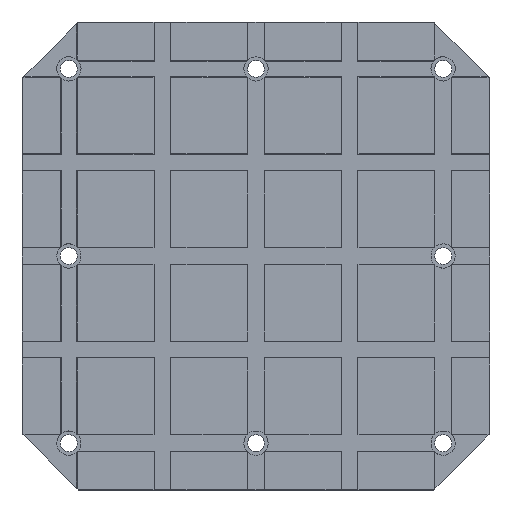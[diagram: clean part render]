
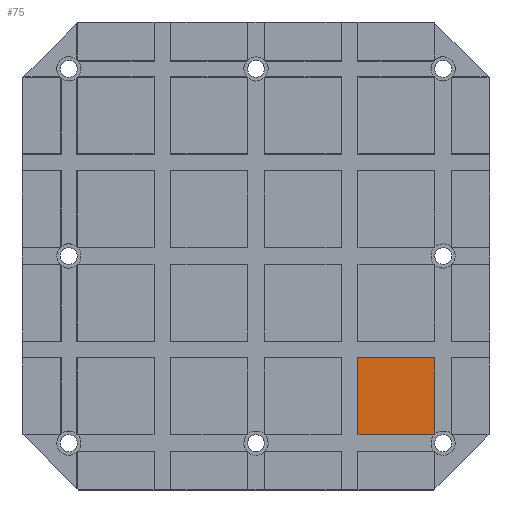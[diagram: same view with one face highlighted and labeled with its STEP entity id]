
A CAD part, top view. The second image highlights one B-rep face of the part: STEP entity #75.
In plain terms, the highlighted planar face has unit normal (0, 0, 1).
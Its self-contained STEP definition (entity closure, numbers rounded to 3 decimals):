
#75 = ADVANCED_FACE( '', ( #592 ), #593, .T. );
#592 = FACE_OUTER_BOUND( '', #1701, .T. );
#593 = PLANE( '', #1702 );
#1701 = EDGE_LOOP( '', ( #2810, #2811, #2812, #2813, #2814 ) );
#1702 = AXIS2_PLACEMENT_3D( '', #2815, #2816, #2817 );
#2810 = ORIENTED_EDGE( '', *, *, #7157, .F. );
#2811 = ORIENTED_EDGE( '', *, *, #7158, .T. );
#2812 = ORIENTED_EDGE( '', *, *, #7159, .T. );
#2813 = ORIENTED_EDGE( '', *, *, #7160, .T. );
#2814 = ORIENTED_EDGE( '', *, *, #7161, .F. );
#2815 = CARTESIAN_POINT( '', ( -250., -250., 75. ) );
#2816 = DIRECTION( '', ( 0., 0., 1. ) );
#2817 = DIRECTION( '', ( 1., 0., 0. ) );
#7157 = EDGE_CURVE( '', #8558, #8559, #8560, .T. );
#7158 = EDGE_CURVE( '', #8558, #8561, #8562, .T. );
#7159 = EDGE_CURVE( '', #8561, #8563, #8564, .T. );
#7160 = EDGE_CURVE( '', #8563, #8565, #8566, .T. );
#7161 = EDGE_CURVE( '', #8559, #8565, #8567, .T. );
#8558 = VERTEX_POINT( '', #10898 );
#8559 = VERTEX_POINT( '', #10899 );
#8560 = LINE( '', #10900, #10901 );
#8561 = VERTEX_POINT( '', #10902 );
#8562 = LINE( '', #10903, #10904 );
#8563 = VERTEX_POINT( '', #10905 );
#8564 = CIRCLE( '', #10906, 13. );
#8565 = VERTEX_POINT( '', #10907 );
#8566 = LINE( '', #10908, #10909 );
#8567 = LINE( '', #10910, #10911 );
#10898 = CARTESIAN_POINT( '', ( 109., -191., 75. ) );
#10899 = CARTESIAN_POINT( '', ( 109., -109., 75. ) );
#10900 = CARTESIAN_POINT( '', ( 109., -250., 75. ) );
#10901 = VECTOR( '', #14463, 1000. );
#10902 = CARTESIAN_POINT( '', ( 190.619, -191., 75. ) );
#10903 = CARTESIAN_POINT( '', ( -250., -191., 75. ) );
#10904 = VECTOR( '', #14464, 1000. );
#10905 = CARTESIAN_POINT( '', ( 191., -190.619, 75. ) );
#10906 = AXIS2_PLACEMENT_3D( '', #14465, #14466, #14467 );
#10907 = CARTESIAN_POINT( '', ( 191., -109., 75. ) );
#10908 = CARTESIAN_POINT( '', ( 191., -250., 75. ) );
#10909 = VECTOR( '', #14468, 1000. );
#10910 = CARTESIAN_POINT( '', ( -250., -109., 75. ) );
#10911 = VECTOR( '', #14469, 1000. );
#14463 = DIRECTION( '', ( 0., 1., 0. ) );
#14464 = DIRECTION( '', ( 1., 0., 0. ) );
#14465 = CARTESIAN_POINT( '', ( 200., -200., 75. ) );
#14466 = DIRECTION( '', ( 0., 0., -1. ) );
#14467 = DIRECTION( '', ( 0., -1., 0. ) );
#14468 = DIRECTION( '', ( 0., 1., 0. ) );
#14469 = DIRECTION( '', ( 1., 0., 0. ) );
